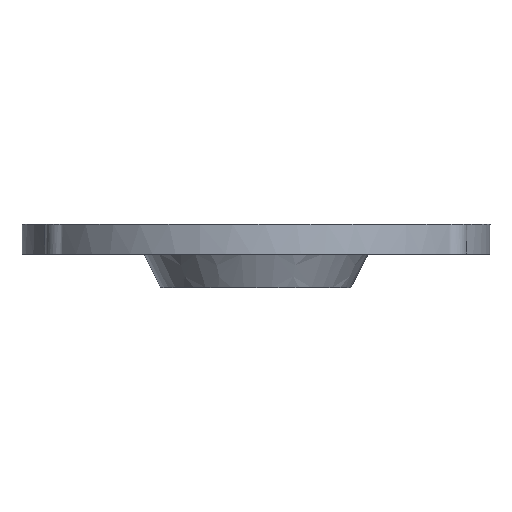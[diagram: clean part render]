
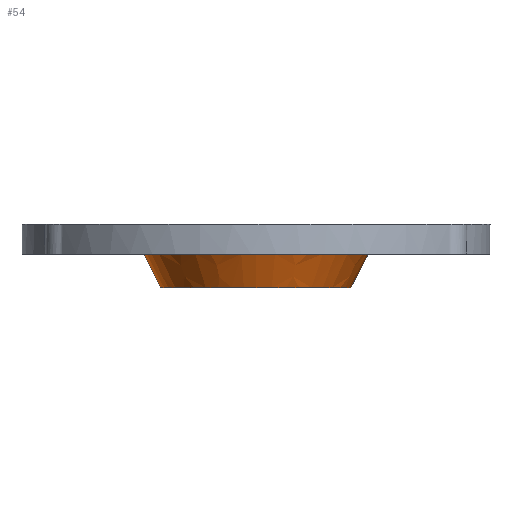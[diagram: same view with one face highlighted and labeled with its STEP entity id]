
A CAD part, left-side view. The second image highlights one B-rep face of the part: STEP entity #54.
In plain terms, the highlighted free-form (B-spline) face has degree [3, 2] with [4, 9] control points.
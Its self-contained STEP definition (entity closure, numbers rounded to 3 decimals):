
#54=ADVANCED_FACE('',(#89),#623,.T.);
#89=FACE_OUTER_BOUND('',#131,.T.);
#131=EDGE_LOOP('',(#276,#277,#278,#279));
#276=ORIENTED_EDGE('',*,*,#414,.T.);
#277=ORIENTED_EDGE('',*,*,#413,.F.);
#278=ORIENTED_EDGE('',*,*,#340,.F.);
#279=ORIENTED_EDGE('',*,*,#413,.T.);
#340=EDGE_CURVE('',#529,#529,#434,.T.);
#413=EDGE_CURVE('',#529,#581,#489,.T.);
#414=EDGE_CURVE('',#581,#581,#490,.T.);
#434=(
BOUNDED_CURVE()
B_SPLINE_CURVE(2,(#1065,#1066,#1067,#1068,#1069,#1070,#1071,#1072,#1073),
 .UNSPECIFIED.,.T.,.F.)
B_SPLINE_CURVE_WITH_KNOTS((3,2,2,2,3),(0.,36.089,72.178,
108.267,144.356),.UNSPECIFIED.)
CURVE()
GEOMETRIC_REPRESENTATION_ITEM()
RATIONAL_B_SPLINE_CURVE((1.,0.707,1.,0.707,1.,0.707,
1.,0.707,1.))
REPRESENTATION_ITEM('')
);
#489=(
BOUNDED_CURVE()
B_SPLINE_CURVE(3,(#1278,#1279,#1280,#1281),.UNSPECIFIED.,.F.,.F.)
B_SPLINE_CURVE_WITH_KNOTS((4,4),(53.573,61.303),
 .UNSPECIFIED.)
CURVE()
GEOMETRIC_REPRESENTATION_ITEM()
RATIONAL_B_SPLINE_CURVE((1.,1.,1.,1.))
REPRESENTATION_ITEM('')
);
#490=(
BOUNDED_CURVE()
B_SPLINE_CURVE(2,(#1282,#1283,#1284,#1285,#1286,#1287,#1288,#1289,#1290),
 .UNSPECIFIED.,.T.,.F.)
B_SPLINE_CURVE_WITH_KNOTS((3,2,2,2,3),(0.,36.089,72.178,
108.267,144.356),.UNSPECIFIED.)
CURVE()
GEOMETRIC_REPRESENTATION_ITEM()
RATIONAL_B_SPLINE_CURVE((1.,0.707,1.,0.707,1.,0.707,
1.,0.707,1.))
REPRESENTATION_ITEM('')
);
#529=VERTEX_POINT('',#929);
#581=VERTEX_POINT('',#981);
#623=(
BOUNDED_SURFACE()
B_SPLINE_SURFACE(3,2,((#883,#884,#885,#886,#887,#888,#889,#890,#891),(#892,
#893,#894,#895,#896,#897,#898,#899,#900),(#901,#902,#903,#904,#905,#906,
#907,#908,#909),(#910,#911,#912,#913,#914,#915,#916,#917,#918)),
 .UNSPECIFIED.,.F.,.F.,.F.)
B_SPLINE_SURFACE_WITH_KNOTS((4,4),(3,2,2,2,3),(53.573,61.303),
(0.,36.089,72.178,108.267,144.356),
 .UNSPECIFIED.)
GEOMETRIC_REPRESENTATION_ITEM()
RATIONAL_B_SPLINE_SURFACE(((1.,0.707,1.,0.707,1.,
0.707,1.,0.707,1.),(1.,0.707,1.,0.707,
1.,0.707,1.,0.707,1.),(1.,0.707,1.,
0.707,1.,0.707,1.,0.707,1.),(1.,0.707,
1.,0.707,1.,0.707,1.,0.707,1.)))
REPRESENTATION_ITEM('')
SURFACE()
);
#883=CARTESIAN_POINT('',(3215.913,3.973,18.028));
#884=CARTESIAN_POINT('',(3215.913,-19.002,18.028));
#885=CARTESIAN_POINT('',(3238.888,-19.002,18.028));
#886=CARTESIAN_POINT('',(3261.863,-19.002,18.028));
#887=CARTESIAN_POINT('',(3261.863,3.973,18.028));
#888=CARTESIAN_POINT('',(3261.863,26.948,18.028));
#889=CARTESIAN_POINT('',(3238.888,26.948,18.028));
#890=CARTESIAN_POINT('',(3215.913,26.948,18.028));
#891=CARTESIAN_POINT('',(3215.913,3.973,18.028));
#892=CARTESIAN_POINT('',(3217.075,3.973,15.728));
#893=CARTESIAN_POINT('',(3217.075,-17.841,15.728));
#894=CARTESIAN_POINT('',(3238.888,-17.841,15.728));
#895=CARTESIAN_POINT('',(3260.701,-17.841,15.728));
#896=CARTESIAN_POINT('',(3260.701,3.973,15.728));
#897=CARTESIAN_POINT('',(3260.701,25.786,15.728));
#898=CARTESIAN_POINT('',(3238.888,25.786,15.728));
#899=CARTESIAN_POINT('',(3217.075,25.786,15.728));
#900=CARTESIAN_POINT('',(3217.075,3.973,15.728));
#901=CARTESIAN_POINT('',(3218.236,3.973,13.428));
#902=CARTESIAN_POINT('',(3218.236,-16.679,13.428));
#903=CARTESIAN_POINT('',(3238.888,-16.679,13.428));
#904=CARTESIAN_POINT('',(3259.54,-16.679,13.428));
#905=CARTESIAN_POINT('',(3259.54,3.973,13.428));
#906=CARTESIAN_POINT('',(3259.54,24.624,13.428));
#907=CARTESIAN_POINT('',(3238.888,24.624,13.428));
#908=CARTESIAN_POINT('',(3218.236,24.624,13.428));
#909=CARTESIAN_POINT('',(3218.236,3.973,13.428));
#910=CARTESIAN_POINT('',(3219.398,3.973,11.128));
#911=CARTESIAN_POINT('',(3219.398,-15.517,11.128));
#912=CARTESIAN_POINT('',(3238.888,-15.517,11.128));
#913=CARTESIAN_POINT('',(3258.378,-15.517,11.128));
#914=CARTESIAN_POINT('',(3258.378,3.973,11.128));
#915=CARTESIAN_POINT('',(3258.378,23.463,11.128));
#916=CARTESIAN_POINT('',(3238.888,23.463,11.128));
#917=CARTESIAN_POINT('',(3219.398,23.463,11.128));
#918=CARTESIAN_POINT('',(3219.398,3.973,11.128));
#929=CARTESIAN_POINT('',(3215.913,3.973,18.028));
#981=CARTESIAN_POINT('',(3219.398,3.973,11.128));
#1065=CARTESIAN_POINT('',(3215.913,3.973,18.028));
#1066=CARTESIAN_POINT('',(3215.913,-19.002,18.028));
#1067=CARTESIAN_POINT('',(3238.888,-19.002,18.028));
#1068=CARTESIAN_POINT('',(3261.863,-19.002,18.028));
#1069=CARTESIAN_POINT('',(3261.863,3.973,18.028));
#1070=CARTESIAN_POINT('',(3261.863,26.948,18.028));
#1071=CARTESIAN_POINT('',(3238.888,26.948,18.028));
#1072=CARTESIAN_POINT('',(3215.913,26.948,18.028));
#1073=CARTESIAN_POINT('',(3215.913,3.973,18.028));
#1278=CARTESIAN_POINT('',(3215.913,3.973,18.028));
#1279=CARTESIAN_POINT('',(3217.075,3.973,15.728));
#1280=CARTESIAN_POINT('',(3218.236,3.973,13.428));
#1281=CARTESIAN_POINT('',(3219.398,3.973,11.128));
#1282=CARTESIAN_POINT('',(3219.398,3.973,11.128));
#1283=CARTESIAN_POINT('',(3219.398,-15.517,11.128));
#1284=CARTESIAN_POINT('',(3238.888,-15.517,11.128));
#1285=CARTESIAN_POINT('',(3258.378,-15.517,11.128));
#1286=CARTESIAN_POINT('',(3258.378,3.973,11.128));
#1287=CARTESIAN_POINT('',(3258.378,23.463,11.128));
#1288=CARTESIAN_POINT('',(3238.888,23.463,11.128));
#1289=CARTESIAN_POINT('',(3219.398,23.463,11.128));
#1290=CARTESIAN_POINT('',(3219.398,3.973,11.128));
